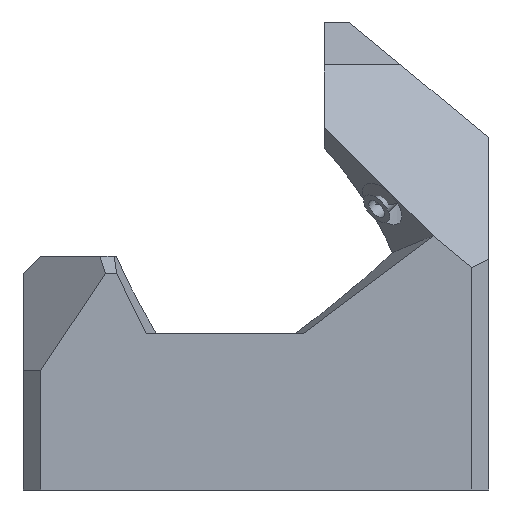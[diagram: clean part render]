
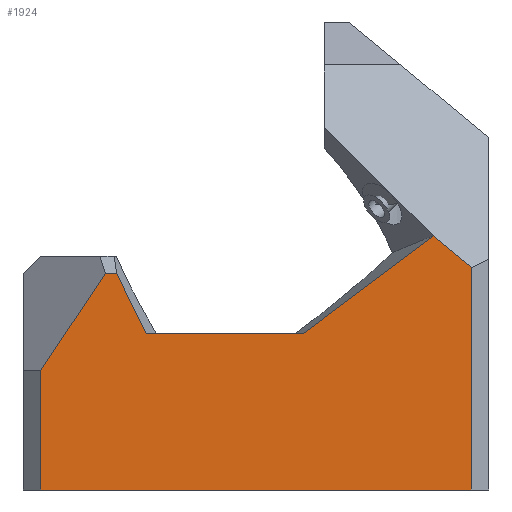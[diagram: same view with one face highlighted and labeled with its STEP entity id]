
A CAD part, front view. The second image highlights one B-rep face of the part: STEP entity #1924.
In plain terms, the highlighted planar face has unit normal (0, -1, 0).
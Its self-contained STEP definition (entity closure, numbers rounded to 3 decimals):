
#108=PLANE('',#2091);
#211=FACE_OUTER_BOUND('',#326,.T.);
#326=EDGE_LOOP('',(#1723,#1724,#1725,#1726,#1727,#1728,#1729,#1730,#1731));
#354=LINE('',#2684,#559);
#522=LINE('',#3216,#727);
#527=LINE('',#3225,#732);
#528=LINE('',#3228,#733);
#529=LINE('',#3230,#734);
#530=LINE('',#3232,#735);
#531=LINE('',#3234,#736);
#532=LINE('',#3236,#737);
#533=LINE('',#3237,#738);
#559=VECTOR('',#2133,10.);
#727=VECTOR('',#2577,10.);
#732=VECTOR('',#2584,10.);
#733=VECTOR('',#2587,10.);
#734=VECTOR('',#2588,10.);
#735=VECTOR('',#2589,10.);
#736=VECTOR('',#2590,10.);
#737=VECTOR('',#2591,10.);
#738=VECTOR('',#2592,10.);
#833=VERTEX_POINT('',#2681);
#834=VERTEX_POINT('',#2683);
#994=VERTEX_POINT('',#3215);
#997=VERTEX_POINT('',#3223);
#998=VERTEX_POINT('',#3227);
#999=VERTEX_POINT('',#3229);
#1000=VERTEX_POINT('',#3231);
#1001=VERTEX_POINT('',#3233);
#1002=VERTEX_POINT('',#3235);
#1016=EDGE_CURVE('',#833,#834,#354,.T.);
#1246=EDGE_CURVE('',#994,#833,#522,.T.);
#1251=EDGE_CURVE('',#997,#994,#527,.T.);
#1252=EDGE_CURVE('',#997,#998,#528,.T.);
#1253=EDGE_CURVE('',#999,#998,#529,.T.);
#1254=EDGE_CURVE('',#999,#1000,#530,.F.);
#1255=EDGE_CURVE('',#1001,#1000,#531,.T.);
#1256=EDGE_CURVE('',#1001,#1002,#532,.F.);
#1257=EDGE_CURVE('',#834,#1002,#533,.T.);
#1723=ORIENTED_EDGE('',*,*,#1246,.F.);
#1724=ORIENTED_EDGE('',*,*,#1251,.F.);
#1725=ORIENTED_EDGE('',*,*,#1252,.T.);
#1726=ORIENTED_EDGE('',*,*,#1253,.F.);
#1727=ORIENTED_EDGE('',*,*,#1254,.T.);
#1728=ORIENTED_EDGE('',*,*,#1255,.F.);
#1729=ORIENTED_EDGE('',*,*,#1256,.T.);
#1730=ORIENTED_EDGE('',*,*,#1257,.F.);
#1731=ORIENTED_EDGE('',*,*,#1016,.F.);
#1924=ADVANCED_FACE('',(#211),#108,.T.);
#2091=AXIS2_PLACEMENT_3D('',#3226,#2585,#2586);
#2133=DIRECTION('',(-1.,0.,0.));
#2577=DIRECTION('',(0.,0.,-1.));
#2584=DIRECTION('',(0.771,0.,-0.637));
#2585=DIRECTION('center_axis',(0.,-1.,0.));
#2586=DIRECTION('ref_axis',(0.,0.,-1.));
#2587=DIRECTION('',(-0.8,0.,-0.6));
#2588=DIRECTION('',(1.,0.,0.));
#2589=DIRECTION('',(0.443,0.,-0.896));
#2590=DIRECTION('',(1.,0.,0.));
#2591=DIRECTION('',(0.555,0.,0.832));
#2592=DIRECTION('',(0.,0.,1.));
#2681=CARTESIAN_POINT('',(71.133,7.484,4.505));
#2683=CARTESIAN_POINT('',(45.909,7.484,4.505));
#2684=CARTESIAN_POINT('',(51.715,7.484,4.505));
#3215=CARTESIAN_POINT('',(71.133,7.484,17.533));
#3216=CARTESIAN_POINT('',(71.133,7.484,11.355));
#3223=CARTESIAN_POINT('',(68.894,7.484,19.381));
#3225=CARTESIAN_POINT('',(61.367,7.484,25.596));
#3226=CARTESIAN_POINT('Origin',(58.521,7.484,18.205));
#3227=CARTESIAN_POINT('',(61.283,7.484,13.667));
#3228=CARTESIAN_POINT('',(63.808,7.484,15.562));
#3229=CARTESIAN_POINT('',(52.097,7.484,13.667));
#3230=CARTESIAN_POINT('',(60.52,7.484,13.667));
#3231=CARTESIAN_POINT('',(50.359,7.484,17.18));
#3232=CARTESIAN_POINT('',(51.477,7.484,14.919));
#3233=CARTESIAN_POINT('',(49.705,7.484,17.18));
#3234=CARTESIAN_POINT('',(53.164,7.484,17.18));
#3235=CARTESIAN_POINT('',(45.909,7.484,11.491));
#3236=CARTESIAN_POINT('',(50.852,7.484,18.898));
#3237=CARTESIAN_POINT('',(45.909,7.484,15.186));
